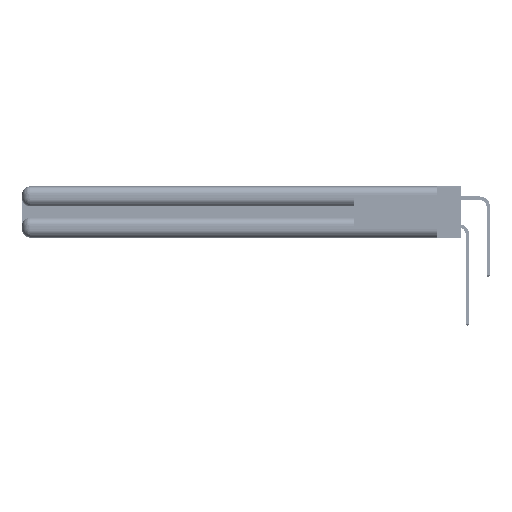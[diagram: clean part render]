
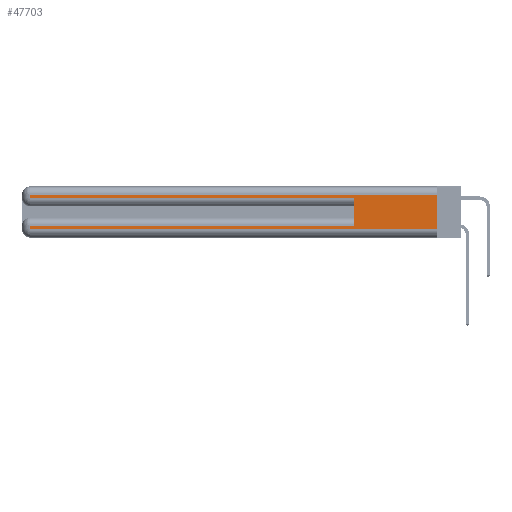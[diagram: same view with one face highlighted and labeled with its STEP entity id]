
A CAD part, left-side view. The second image highlights one B-rep face of the part: STEP entity #47703.
In plain terms, the highlighted planar face has unit normal (-1, 0, 0).
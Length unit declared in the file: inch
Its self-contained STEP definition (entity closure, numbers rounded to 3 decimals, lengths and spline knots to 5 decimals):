
#606 = DIRECTION ( 'NONE',  ( 0., -1., 0. ) ) ;
#1301 = LINE ( 'NONE', #53377, #34584 ) ;
#1368 = CARTESIAN_POINT ( 'NONE',  ( 0., 2.94, 0.06 ) ) ;
#1489 = CARTESIAN_POINT ( 'NONE',  ( 0., 0.6, 0.145 ) ) ;
#1859 = LINE ( 'NONE', #8859, #23579 ) ;
#1941 = VECTOR ( 'NONE', #53316, 39.37008 ) ;
#2275 = VECTOR ( 'NONE', #18026, 39.37008 ) ;
#2740 = ORIENTED_EDGE ( 'NONE', *, *, #29167, .T. ) ;
#2828 = VECTOR ( 'NONE', #23112, 39.37008 ) ;
#4095 = FACE_OUTER_BOUND ( 'NONE', #20633, .T. ) ;
#4230 = CARTESIAN_POINT ( 'NONE',  ( 0., 0., 0.37 ) ) ;
#8371 = CARTESIAN_POINT ( 'NONE',  ( 0., 0., 0.06 ) ) ;
#8574 = DIRECTION ( 'NONE',  ( 0., 0., -1. ) ) ;
#8859 = CARTESIAN_POINT ( 'NONE',  ( 0., 0., 0.37 ) ) ;
#9299 = CARTESIAN_POINT ( 'NONE',  ( 0., 0., 0.085 ) ) ;
#9964 = ORIENTED_EDGE ( 'NONE', *, *, #23075, .T. ) ;
#14791 = VECTOR ( 'NONE', #606, 39.37008 ) ;
#15174 = LINE ( 'NONE', #9299, #2275 ) ;
#16284 = EDGE_CURVE ( 'NONE', #17748, #35816, #1301, .T. ) ;
#17748 = VERTEX_POINT ( 'NONE', #25788 ) ;
#17850 = CARTESIAN_POINT ( 'NONE',  ( 0., 0., 0.06 ) ) ;
#18026 = DIRECTION ( 'NONE',  ( 0., 1., 0. ) ) ;
#20633 = EDGE_LOOP ( 'NONE', ( #45974, #30374, #47187, #9964, #51785, #29669, #44132, #2740 ) ) ;
#20750 = EDGE_CURVE ( 'NONE', #35816, #49551, #25864, .T. ) ;
#22787 = DIRECTION ( 'NONE',  ( 0., 1., 0. ) ) ;
#23075 = EDGE_CURVE ( 'NONE', #49551, #36899, #24998, .T. ) ;
#23112 = DIRECTION ( 'NONE',  ( 0., 0., -1. ) ) ;
#23579 = VECTOR ( 'NONE', #52137, 39.37008 ) ;
#24692 = EDGE_CURVE ( 'NONE', #33594, #47190, #56079, .T. ) ;
#24998 = LINE ( 'NONE', #48973, #1941 ) ;
#25616 = CARTESIAN_POINT ( 'NONE',  ( 0., 2.94, 0.285 ) ) ;
#25788 = CARTESIAN_POINT ( 'NONE',  ( 0., 0., 0.31 ) ) ;
#25817 = PLANE ( 'NONE',  #48244 ) ;
#25864 = LINE ( 'NONE', #44812, #2828 ) ;
#26018 = EDGE_CURVE ( 'NONE', #52884, #33594, #15174, .T. ) ;
#26081 = DIRECTION ( 'NONE',  ( 0., 0., -1. ) ) ;
#29044 = LINE ( 'NONE', #17850, #14791 ) ;
#29167 = EDGE_CURVE ( 'NONE', #47190, #49560, #29044, .T. ) ;
#29669 = ORIENTED_EDGE ( 'NONE', *, *, #26018, .T. ) ;
#30255 = EDGE_CURVE ( 'NONE', #52884, #36899, #53493, .T. ) ;
#30352 = VECTOR ( 'NONE', #36246, 39.37008 ) ;
#30374 = ORIENTED_EDGE ( 'NONE', *, *, #16284, .T. ) ;
#30898 = CARTESIAN_POINT ( 'NONE',  ( 0., 2.94, 0.31 ) ) ;
#33594 = VERTEX_POINT ( 'NONE', #51088 ) ;
#34584 = VECTOR ( 'NONE', #22787, 39.37008 ) ;
#34591 = DIRECTION ( 'NONE',  ( 1., 0., 0. ) ) ;
#35816 = VERTEX_POINT ( 'NONE', #30898 ) ;
#36246 = DIRECTION ( 'NONE',  ( 0., 0., 1. ) ) ;
#36899 = VERTEX_POINT ( 'NONE', #46995 ) ;
#44132 = ORIENTED_EDGE ( 'NONE', *, *, #24692, .T. ) ;
#44568 = VECTOR ( 'NONE', #26081, 39.37008 ) ;
#44812 = CARTESIAN_POINT ( 'NONE',  ( 0., 2.94, 0.37 ) ) ;
#45974 = ORIENTED_EDGE ( 'NONE', *, *, #53948, .F. ) ;
#46995 = CARTESIAN_POINT ( 'NONE',  ( 0., 0.6, 0.285 ) ) ;
#47187 = ORIENTED_EDGE ( 'NONE', *, *, #20750, .T. ) ;
#47190 = VERTEX_POINT ( 'NONE', #1368 ) ;
#47703 = ADVANCED_FACE ( 'NONE', ( #4095 ), #25817, .F. ) ;
#47732 = CARTESIAN_POINT ( 'NONE',  ( 0., 0.6, 0.085 ) ) ;
#48244 = AXIS2_PLACEMENT_3D ( 'NONE', #4230, #34591, #8574 ) ;
#48973 = CARTESIAN_POINT ( 'NONE',  ( 0., 0., 0.285 ) ) ;
#49551 = VERTEX_POINT ( 'NONE', #25616 ) ;
#49560 = VERTEX_POINT ( 'NONE', #8371 ) ;
#51088 = CARTESIAN_POINT ( 'NONE',  ( 0., 2.94, 0.085 ) ) ;
#51785 = ORIENTED_EDGE ( 'NONE', *, *, #30255, .F. ) ;
#52125 = CARTESIAN_POINT ( 'NONE',  ( 0., 2.94, 0.37 ) ) ;
#52137 = DIRECTION ( 'NONE',  ( 0., 0., -1. ) ) ;
#52884 = VERTEX_POINT ( 'NONE', #47732 ) ;
#53316 = DIRECTION ( 'NONE',  ( 0., -1., 0. ) ) ;
#53377 = CARTESIAN_POINT ( 'NONE',  ( 0., 0., 0.31 ) ) ;
#53493 = LINE ( 'NONE', #1489, #30352 ) ;
#53948 = EDGE_CURVE ( 'NONE', #17748, #49560, #1859, .T. ) ;
#56079 = LINE ( 'NONE', #52125, #44568 ) ;
